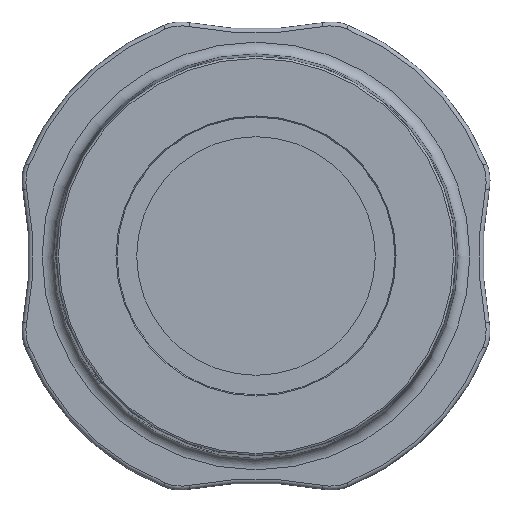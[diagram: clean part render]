
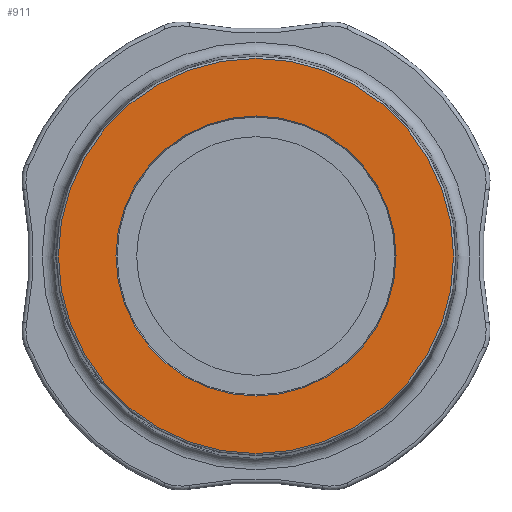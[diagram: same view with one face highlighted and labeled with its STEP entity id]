
A CAD part, left-side view. The second image highlights one B-rep face of the part: STEP entity #911.
In plain terms, the highlighted planar face has unit normal (-1, 0, 0).
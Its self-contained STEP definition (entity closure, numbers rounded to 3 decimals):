
#852=CARTESIAN_POINT('',(-46.5,35.789,0.));
#853=VERTEX_POINT('',#852);
#854=CARTESIAN_POINT('',(-46.5,0.,0.));
#855=DIRECTION('',(-1.0,0.0,0.0));
#856=DIRECTION('',(0.0,1.0,0.0));
#857=AXIS2_PLACEMENT_3D('',#854,#855,#856);
#858=CIRCLE('',#857,35.789);
#859=EDGE_CURVE('',#853,#853,#858,.T.);
#892=CARTESIAN_POINT('',(-46.5,43.394,0.));
#893=DIRECTION('',(-1.0,0.0,0.0));
#894=DIRECTION('',(0.0,0.0,1.0));
#895=AXIS2_PLACEMENT_3D('',#892,#893,#894);
#896=PLANE('',#895);
#897=CARTESIAN_POINT('',(-46.5,50.509,0.));
#898=VERTEX_POINT('',#897);
#899=CARTESIAN_POINT('',(-46.5,0.,0.));
#900=DIRECTION('',(1.0,0.0,0.0));
#901=DIRECTION('',(0.0,-1.0,0.0));
#902=AXIS2_PLACEMENT_3D('',#899,#900,#901);
#903=CIRCLE('',#902,50.509);
#904=EDGE_CURVE('',#898,#898,#903,.T.);
#905=ORIENTED_EDGE('',*,*,#904,.F.);
#906=EDGE_LOOP('',(#905));
#907=FACE_OUTER_BOUND('',#906,.T.);
#908=ORIENTED_EDGE('',*,*,#859,.F.);
#909=EDGE_LOOP('',(#908));
#910=FACE_BOUND('',#909,.T.);
#911=ADVANCED_FACE('',(#907,#910),#896,.T.);
